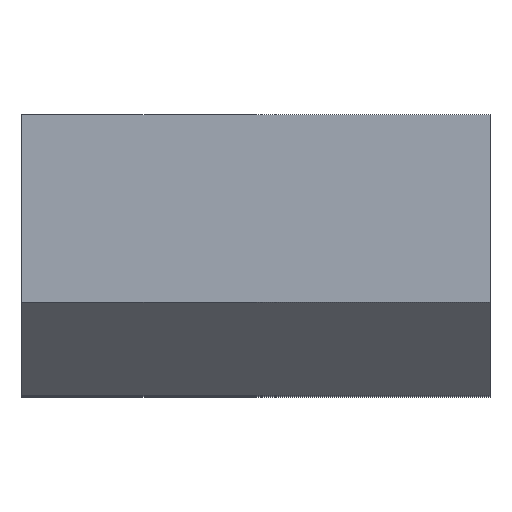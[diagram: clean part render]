
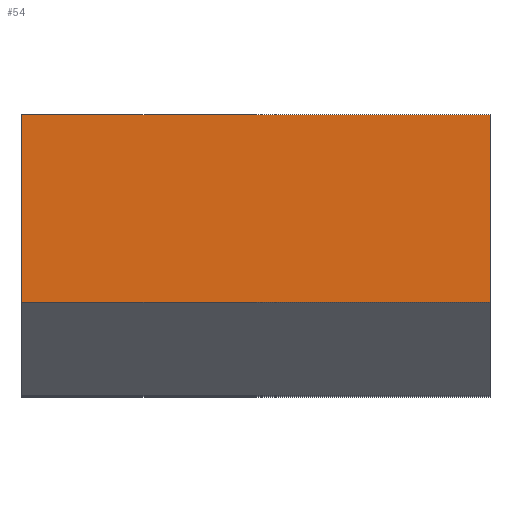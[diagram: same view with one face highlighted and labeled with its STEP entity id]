
A CAD part, top view. The second image highlights one B-rep face of the part: STEP entity #54.
In plain terms, the highlighted planar face has unit normal (0, 0, 1).
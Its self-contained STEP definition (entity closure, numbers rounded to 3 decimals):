
#54=ADVANCED_FACE('',(#104),#106,.T.);
#104=FACE_BOUND('',#105,.T.);
#105=EDGE_LOOP('',(#200,#201,#202,#203));
#106=PLANE('',#107);
#107=AXIS2_PLACEMENT_3D('',#108,#109,#110);
#108=CARTESIAN_POINT('',(0.,0.,17.));
#109=DIRECTION('',(0.,0.,1.));
#110=DIRECTION('',(-1.,0.,0.));
#200=ORIENTED_EDGE('',*,*,#261,.T.);
#201=ORIENTED_EDGE('',*,*,#257,.T.);
#202=ORIENTED_EDGE('',*,*,#262,.T.);
#203=ORIENTED_EDGE('',*,*,#243,.T.);
#243=EDGE_CURVE('',#289,#287,#290,.T.);
#257=EDGE_CURVE('',#316,#314,#317,.T.);
#261=EDGE_CURVE('',#287,#316,#321,.T.);
#262=EDGE_CURVE('',#314,#289,#322,.T.);
#287=VERTEX_POINT('',#367);
#289=VERTEX_POINT('',#371);
#290=LINE('',#372,#373);
#314=VERTEX_POINT('',#422);
#316=VERTEX_POINT('',#426);
#317=LINE('',#427,#428);
#321=LINE('',#439,#440);
#322=LINE('',#442,#443);
#367=CARTESIAN_POINT('',(-5.,-1.,17.));
#371=CARTESIAN_POINT('',(-5.,3.,17.));
#372=CARTESIAN_POINT('',(-5.,3.,17.));
#373=VECTOR('',#374,1.);
#374=DIRECTION('',(0.,-1.,0.));
#422=CARTESIAN_POINT('',(5.,3.,17.));
#426=CARTESIAN_POINT('',(5.,-1.,17.));
#427=CARTESIAN_POINT('',(5.,-1.,17.));
#428=VECTOR('',#429,1.);
#429=DIRECTION('',(0.,1.,0.));
#439=CARTESIAN_POINT('',(-5.,-1.,17.));
#440=VECTOR('',#441,1.);
#441=DIRECTION('',(1.,0.,0.));
#442=CARTESIAN_POINT('',(5.,3.,17.));
#443=VECTOR('',#444,1.);
#444=DIRECTION('',(-1.,0.,0.));
